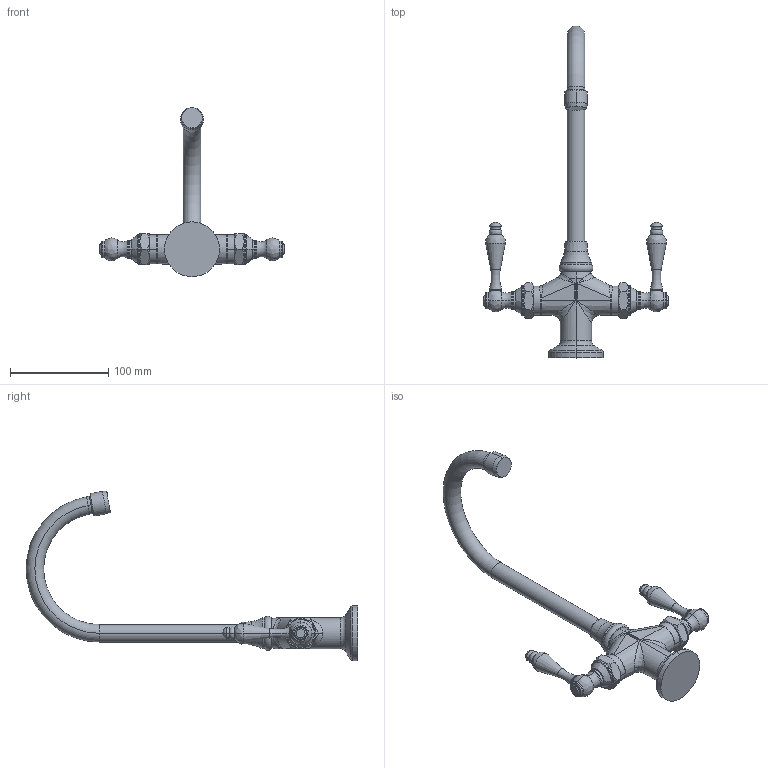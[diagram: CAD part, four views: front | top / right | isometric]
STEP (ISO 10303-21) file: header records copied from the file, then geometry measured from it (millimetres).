
FILE_DESCRIPTION((''),'2;1');
FILE_NAME('8081','2021-05-11T16:33:38',('rsmith'),(''),'CREO PARAMETRIC BY PTC INC, 2018400','CREO PARAMETRIC BY PTC INC, 2018400','');
FILE_SCHEMA(('AUTOMOTIVE_DESIGN { 1 0 10303 214 1 1 1 1 }'));
Length unit declared in the file: inch
Products named in the file (1): 8081
Bounding box: 188.72 x 338.07 x 172.61 mm (x, y, z)
Volume: 313684.7 mm3; surface area: 56219.2 mm2
Topology: 1 solids, 1 shells, 207 faces, 442 edges, 252 vertices
Faces by surface type: bspline 56, cylinder 48, torus 46, plane 33, cone 20, sphere 4
Entity records: 13197 total; most frequent: CARTESIAN_POINT 5541, DIRECTION 938, ORIENTED_EDGE 876, PRESENTATION_STYLE_ASSIGNMENT 646, STYLED_ITEM 439, CURVE_STYLE 438, EDGE_CURVE 438, AXIS2_PLACEMENT_3D 425
